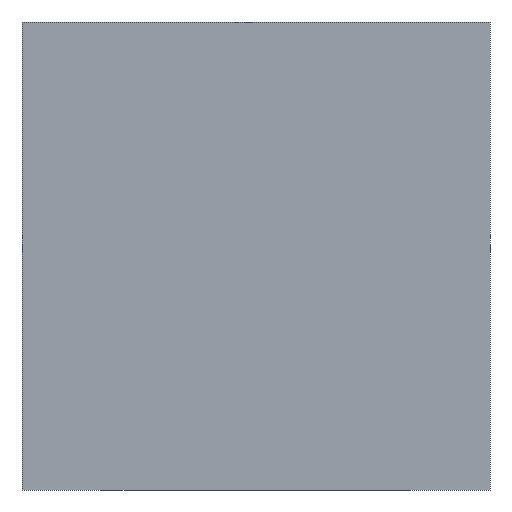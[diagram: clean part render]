
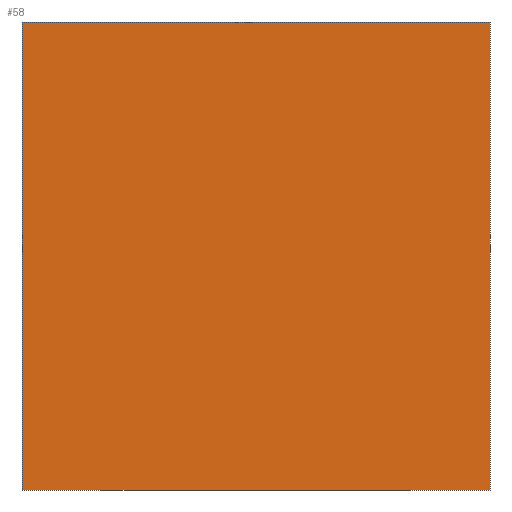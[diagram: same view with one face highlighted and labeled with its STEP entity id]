
A CAD part, front view. The second image highlights one B-rep face of the part: STEP entity #58.
In plain terms, the highlighted planar face has unit normal (0, -1, 0).
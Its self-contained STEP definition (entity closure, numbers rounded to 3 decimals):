
#58=ADVANCED_FACE('',(#101),#103,.T.);
#101=FACE_BOUND('',#102,.T.);
#102=EDGE_LOOP('',(#135,#136,#137,#138));
#103=PLANE('',#104);
#104=AXIS2_PLACEMENT_3D('',#105,#106,#107);
#105=CARTESIAN_POINT('',(-6.,-6.,0.));
#106=DIRECTION('',(0.,-1.,0.));
#107=DIRECTION('',(1.,0.,0.));
#135=ORIENTED_EDGE('',*,*,#145,.T.);
#136=ORIENTED_EDGE('',*,*,#155,.T.);
#137=ORIENTED_EDGE('',*,*,#149,.F.);
#138=ORIENTED_EDGE('',*,*,#156,.F.);
#145=EDGE_CURVE('',#162,#160,#163,.T.);
#149=EDGE_CURVE('',#168,#170,#171,.T.);
#155=EDGE_CURVE('',#160,#170,#179,.T.);
#156=EDGE_CURVE('',#162,#168,#180,.T.);
#160=VERTEX_POINT('',#186);
#162=VERTEX_POINT('',#190);
#163=LINE('',#191,#192);
#168=VERTEX_POINT('',#203);
#170=VERTEX_POINT('',#207);
#171=LINE('',#208,#209);
#179=LINE('',#229,#230);
#180=LINE('',#232,#233);
#186=CARTESIAN_POINT('',(6.,-6.,0.));
#190=CARTESIAN_POINT('',(-6.,-6.,0.));
#191=CARTESIAN_POINT('',(-6.,-6.,0.));
#192=VECTOR('',#193,1.);
#193=DIRECTION('',(1.,0.,0.));
#203=CARTESIAN_POINT('',(-6.,-6.,12.));
#207=CARTESIAN_POINT('',(6.,-6.,12.));
#208=CARTESIAN_POINT('',(-6.,-6.,12.));
#209=VECTOR('',#210,1.);
#210=DIRECTION('',(1.,0.,0.));
#229=CARTESIAN_POINT('',(6.,-6.,0.));
#230=VECTOR('',#231,1.);
#231=DIRECTION('',(0.,0.,1.));
#232=CARTESIAN_POINT('',(-6.,-6.,0.));
#233=VECTOR('',#234,1.);
#234=DIRECTION('',(0.,0.,1.));
